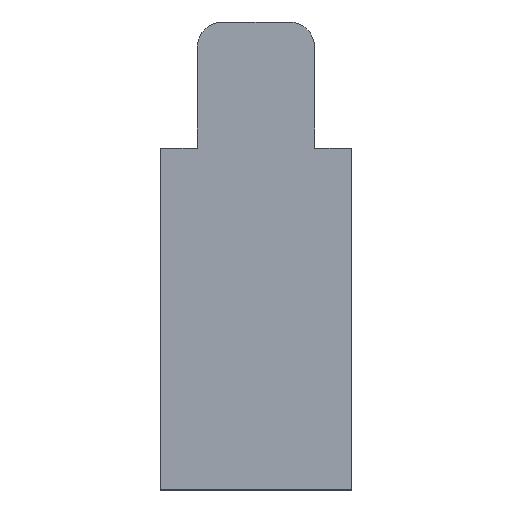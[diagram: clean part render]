
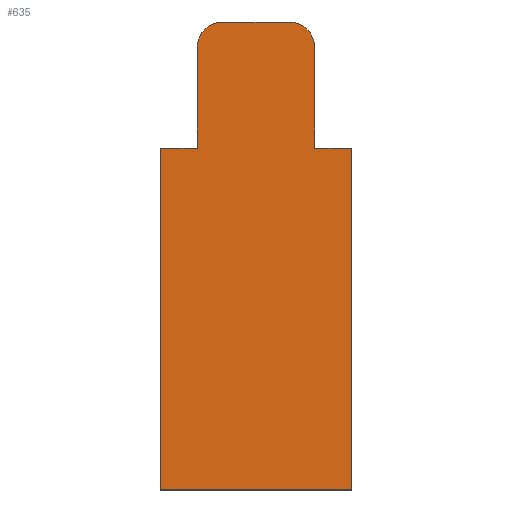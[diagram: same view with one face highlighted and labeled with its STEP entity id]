
A CAD part, top view. The second image highlights one B-rep face of the part: STEP entity #635.
In plain terms, the highlighted planar face has unit normal (0, 0, 1).
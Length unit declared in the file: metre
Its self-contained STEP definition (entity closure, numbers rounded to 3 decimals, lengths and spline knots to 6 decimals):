
#8 = CARTESIAN_POINT('NONE', (-0.01075, 0.028119, 0.005));
#9 = VERTEX_POINT('NONE', #8);
#10 = CARTESIAN_POINT('NONE', (0, 0.028119, 0.005));
#11 = VERTEX_POINT('NONE', #10);
#14 = CARTESIAN_POINT('NONE', (-0.018869, 0.02, 0.005));
#15 = VERTEX_POINT('NONE', #14);
#18 = CARTESIAN_POINT('NONE', (-0.018869, -0.012494, 0.005));
#19 = VERTEX_POINT('NONE', #18);
#22 = CARTESIAN_POINT('NONE', (-0.03075, -0.012494, 0.005));
#23 = VERTEX_POINT('NONE', #22);
#26 = CARTESIAN_POINT('NONE', (-0.03075, -0.122494, 0.005));
#27 = VERTEX_POINT('NONE', #26);
#30 = CARTESIAN_POINT('NONE', (0.03075, -0.122494, 0.005));
#31 = VERTEX_POINT('NONE', #30);
#34 = CARTESIAN_POINT('NONE', (0.03075, -0.012494, 0.005));
#35 = VERTEX_POINT('NONE', #34);
#38 = CARTESIAN_POINT('NONE', (0.018869, -0.012494, 0.005));
#39 = VERTEX_POINT('NONE', #38);
#42 = CARTESIAN_POINT('NONE', (0.018869, 0.02, 0.005));
#43 = VERTEX_POINT('NONE', #42);
#46 = CARTESIAN_POINT('NONE', (0.01075, 0.028119, 0.005));
#47 = VERTEX_POINT('NONE', #46);
#88 = DIRECTION('NONE', (-1, 0., 0));
#89 = VECTOR('NONE', #88, 1);
#90 = CARTESIAN_POINT('NONE', (0, 0.028119, 0.005));
#91 = LINE('NONE', #90, #89);
#104 = CARTESIAN_POINT('NONE', (-0.01075, 0.028119, 0.005));
#105 = CARTESIAN_POINT('NONE', (-0.018869, 0.028119, 0.005));
#106 = CARTESIAN_POINT('NONE', (-0.018869, 0.02, 0.005));
#107 = (
  BOUNDED_CURVE()
  B_SPLINE_CURVE(2, (#104, #105, #106), .UNSPECIFIED., .F., .F.)
  B_SPLINE_CURVE_WITH_KNOTS((3, 3), (-383, -382), .UNSPECIFIED.)
  CURVE()
  GEOMETRIC_REPRESENTATION_ITEM()
  RATIONAL_B_SPLINE_CURVE((1, 0.707, 1))
  REPRESENTATION_ITEM('NONE')
);
#116 = DIRECTION('NONE', (0, -1, 0));
#117 = VECTOR('NONE', #116, 1);
#118 = CARTESIAN_POINT('NONE', (-0.018869, 0.02, 0.005));
#119 = LINE('NONE', #118, #117);
#128 = DIRECTION('NONE', (-1, 0, 0));
#129 = VECTOR('NONE', #128, 1);
#130 = CARTESIAN_POINT('NONE', (-0.018869, -0.012494, 0.005));
#131 = LINE('NONE', #130, #129);
#140 = DIRECTION('NONE', (0, -1, 0));
#141 = VECTOR('NONE', #140, 1);
#142 = CARTESIAN_POINT('NONE', (-0.03075, -0.012494, 0.005));
#143 = LINE('NONE', #142, #141);
#152 = DIRECTION('NONE', (1, 0, 0));
#153 = VECTOR('NONE', #152, 1);
#154 = CARTESIAN_POINT('NONE', (-0.03075, -0.122494, 0.005));
#155 = LINE('NONE', #154, #153);
#164 = DIRECTION('NONE', (0, 1, 0));
#165 = VECTOR('NONE', #164, 1);
#166 = CARTESIAN_POINT('NONE', (0.03075, -0.122494, 0.005));
#167 = LINE('NONE', #166, #165);
#176 = DIRECTION('NONE', (-1, 0, 0));
#177 = VECTOR('NONE', #176, 1);
#178 = CARTESIAN_POINT('NONE', (0.03075, -0.012494, 0.005));
#179 = LINE('NONE', #178, #177);
#188 = DIRECTION('NONE', (0, 1, 0));
#189 = VECTOR('NONE', #188, 1);
#190 = CARTESIAN_POINT('NONE', (0.018869, -0.012494, 0.005));
#191 = LINE('NONE', #190, #189);
#200 = CARTESIAN_POINT('NONE', (0.018869, 0.02, 0.005));
#201 = CARTESIAN_POINT('NONE', (0.018869, 0.028119, 0.005));
#202 = CARTESIAN_POINT('NONE', (0.01075, 0.028119, 0.005));
#203 = (
  BOUNDED_CURVE()
  B_SPLINE_CURVE(2, (#200, #201, #202), .UNSPECIFIED., .F., .F.)
  B_SPLINE_CURVE_WITH_KNOTS((3, 3), (-11.75, -10.75), .UNSPECIFIED.)
  CURVE()
  GEOMETRIC_REPRESENTATION_ITEM()
  RATIONAL_B_SPLINE_CURVE((1, 0.707, 1))
  REPRESENTATION_ITEM('NONE')
);
#208 = DIRECTION('NONE', (-1, 0, 0));
#209 = VECTOR('NONE', #208, 1);
#210 = CARTESIAN_POINT('NONE', (0.01075, 0.028119, 0.005));
#211 = LINE('NONE', #210, #209);
#310 = EDGE_CURVE('NONE', #11, #9, #91, .T.);
#314 = EDGE_CURVE('NONE', #9, #15, #107, .T.);
#317 = EDGE_CURVE('NONE', #15, #19, #119, .T.);
#320 = EDGE_CURVE('NONE', #19, #23, #131, .T.);
#323 = EDGE_CURVE('NONE', #23, #27, #143, .T.);
#326 = EDGE_CURVE('NONE', #27, #31, #155, .T.);
#329 = EDGE_CURVE('NONE', #31, #35, #167, .T.);
#332 = EDGE_CURVE('NONE', #35, #39, #179, .T.);
#335 = EDGE_CURVE('NONE', #39, #43, #191, .T.);
#338 = EDGE_CURVE('NONE', #43, #47, #203, .T.);
#340 = EDGE_CURVE('NONE', #47, #11, #211, .T.);
#432 = ORIENTED_EDGE('NONE', *, *, #310, .T.);
#433 = ORIENTED_EDGE('NONE', *, *, #314, .T.);
#434 = ORIENTED_EDGE('NONE', *, *, #317, .T.);
#435 = ORIENTED_EDGE('NONE', *, *, #320, .T.);
#436 = ORIENTED_EDGE('NONE', *, *, #323, .T.);
#437 = ORIENTED_EDGE('NONE', *, *, #326, .T.);
#438 = ORIENTED_EDGE('NONE', *, *, #329, .T.);
#439 = ORIENTED_EDGE('NONE', *, *, #332, .T.);
#440 = ORIENTED_EDGE('NONE', *, *, #335, .T.);
#441 = ORIENTED_EDGE('NONE', *, *, #338, .T.);
#442 = ORIENTED_EDGE('NONE', *, *, #340, .T.);
#443 = EDGE_LOOP('NONE', (#432, #433, #434, #435, #436, #437, #438, #439, #440, #441, #442));
#558 = CARTESIAN_POINT('NONE', (0, 0, 0.005));
#559 = DIRECTION('NONE', (0, 0, 1));
#560 = AXIS2_PLACEMENT_3D('NONE', #558, #559, $);
#561 = PLANE('NONE', #560);
#634 = FACE_OUTER_BOUND('NONE', #443, .T.);
#635 = ADVANCED_FACE('NONE', (#634), #561, .T.);
